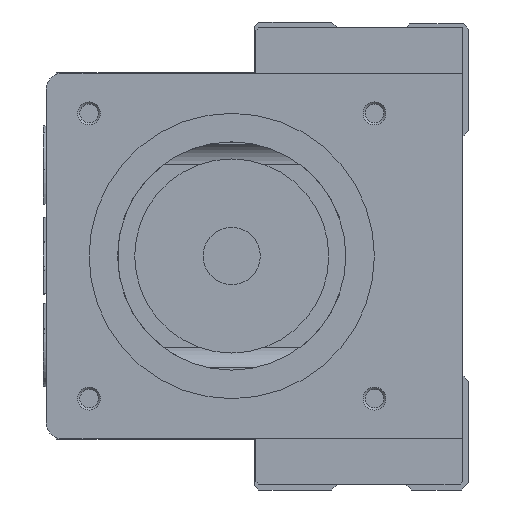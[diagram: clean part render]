
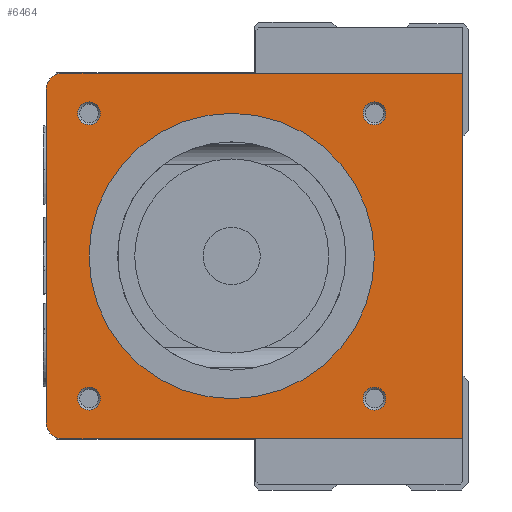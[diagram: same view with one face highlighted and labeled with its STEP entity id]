
A CAD part, left-side view. The second image highlights one B-rep face of the part: STEP entity #6464.
In plain terms, the highlighted planar face has unit normal (-1, 0, 0).
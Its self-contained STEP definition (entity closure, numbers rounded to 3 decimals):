
#588=LINE('',#10563,#1130);
#592=LINE('',#10572,#1134);
#595=LINE('',#10581,#1137);
#598=LINE('',#10585,#1140);
#1130=VECTOR('',#8640,1000.);
#1134=VECTOR('',#8646,1000.);
#1137=VECTOR('',#8657,1000.);
#1140=VECTOR('',#8662,1000.);
#1459=PLANE('',#7128);
#2642=ORIENTED_EDGE('',*,*,#3832,.T.);
#2643=ORIENTED_EDGE('',*,*,#3833,.T.);
#2644=ORIENTED_EDGE('',*,*,#3834,.T.);
#2645=ORIENTED_EDGE('',*,*,#3835,.T.);
#2646=ORIENTED_EDGE('',*,*,#3836,.T.);
#2647=ORIENTED_EDGE('',*,*,#3815,.F.);
#2648=ORIENTED_EDGE('',*,*,#3827,.F.);
#2649=ORIENTED_EDGE('',*,*,#3825,.F.);
#2650=ORIENTED_EDGE('',*,*,#3822,.F.);
#2651=ORIENTED_EDGE('',*,*,#3830,.F.);
#2652=ORIENTED_EDGE('',*,*,#3818,.F.);
#3815=EDGE_CURVE('',#4528,#4525,#4912,.T.);
#3818=EDGE_CURVE('',#4525,#4529,#588,.T.);
#3822=EDGE_CURVE('',#4534,#4531,#592,.T.);
#3825=EDGE_CURVE('',#4531,#4535,#4914,.T.);
#3827=EDGE_CURVE('',#4535,#4528,#595,.T.);
#3830=EDGE_CURVE('',#4529,#4534,#598,.T.);
#3832=EDGE_CURVE('',#4537,#4537,#4915,.T.);
#3833=EDGE_CURVE('',#4538,#4538,#4916,.T.);
#3834=EDGE_CURVE('',#4539,#4539,#4917,.T.);
#3835=EDGE_CURVE('',#4540,#4540,#4918,.T.);
#3836=EDGE_CURVE('',#4541,#4541,#4919,.T.);
#4525=VERTEX_POINT('',#10551);
#4528=VERTEX_POINT('',#10556);
#4529=VERTEX_POINT('',#10560);
#4531=VERTEX_POINT('',#10566);
#4534=VERTEX_POINT('',#10571);
#4535=VERTEX_POINT('',#10575);
#4537=VERTEX_POINT('',#10589);
#4538=VERTEX_POINT('',#10591);
#4539=VERTEX_POINT('',#10593);
#4540=VERTEX_POINT('',#10595);
#4541=VERTEX_POINT('',#10597);
#4912=CIRCLE('',#7120,2.75);
#4914=CIRCLE('',#7125,2.75);
#4915=CIRCLE('',#7129,2.);
#4916=CIRCLE('',#7130,2.);
#4917=CIRCLE('',#7131,2.);
#4918=CIRCLE('',#7132,2.);
#4919=CIRCLE('',#7133,25.);
#5400=EDGE_LOOP('',(#2642));
#5401=EDGE_LOOP('',(#2643));
#5402=EDGE_LOOP('',(#2644));
#5403=EDGE_LOOP('',(#2645));
#5404=EDGE_LOOP('',(#2646));
#5405=EDGE_LOOP('',(#2647,#2648,#2649,#2650,#2651,#2652));
#5968=FACE_BOUND('',#5400,.T.);
#5969=FACE_BOUND('',#5401,.T.);
#5970=FACE_BOUND('',#5402,.T.);
#5971=FACE_BOUND('',#5403,.T.);
#5972=FACE_BOUND('',#5404,.T.);
#5973=FACE_BOUND('',#5405,.T.);
#6464=ADVANCED_FACE('',(#5968,#5969,#5970,#5971,#5972,#5973),#1459,.F.);
#7120=AXIS2_PLACEMENT_3D('',#10557,#8634,#8635);
#7125=AXIS2_PLACEMENT_3D('',#10578,#8652,#8653);
#7128=AXIS2_PLACEMENT_3D('',#10587,#8664,#8665);
#7129=AXIS2_PLACEMENT_3D('',#10588,#8666,#8667);
#7130=AXIS2_PLACEMENT_3D('',#10590,#8668,#8669);
#7131=AXIS2_PLACEMENT_3D('',#10592,#8670,#8671);
#7132=AXIS2_PLACEMENT_3D('',#10594,#8672,#8673);
#7133=AXIS2_PLACEMENT_3D('',#10596,#8674,#8675);
#8634=DIRECTION('',(1.,0.,0.));
#8635=DIRECTION('',(0.,0.,-1.));
#8640=DIRECTION('',(0.,-1.,0.));
#8646=DIRECTION('',(0.,1.,0.));
#8652=DIRECTION('',(1.,0.,0.));
#8653=DIRECTION('',(0.,0.,-1.));
#8657=DIRECTION('',(0.,0.,1.));
#8662=DIRECTION('',(0.,0.,-1.));
#8664=DIRECTION('',(1.,0.,0.));
#8665=DIRECTION('',(0.,0.,-1.));
#8666=DIRECTION('',(1.,0.,0.));
#8667=DIRECTION('',(0.,0.,-1.));
#8668=DIRECTION('',(1.,0.,0.));
#8669=DIRECTION('',(0.,0.,-1.));
#8670=DIRECTION('',(1.,0.,0.));
#8671=DIRECTION('',(0.,0.,-1.));
#8672=DIRECTION('',(1.,0.,0.));
#8673=DIRECTION('',(0.,0.,-1.));
#8674=DIRECTION('',(1.,0.,0.));
#8675=DIRECTION('',(0.,0.,-1.));
#10551=CARTESIAN_POINT('',(-73.,71.25,32.));
#10556=CARTESIAN_POINT('',(-73.,74.,29.25));
#10557=CARTESIAN_POINT('',(-73.,71.25,29.25));
#10560=CARTESIAN_POINT('',(-73.,1.,32.));
#10563=CARTESIAN_POINT('',(-73.,71.25,32.));
#10566=CARTESIAN_POINT('',(-73.,71.25,-32.));
#10571=CARTESIAN_POINT('',(-73.,1.,-32.));
#10572=CARTESIAN_POINT('',(-73.,1.,-32.));
#10575=CARTESIAN_POINT('',(-73.,74.,-29.25));
#10578=CARTESIAN_POINT('',(-73.,71.25,-29.25));
#10581=CARTESIAN_POINT('',(-73.,74.,-29.25));
#10585=CARTESIAN_POINT('',(-73.,1.,32.));
#10587=CARTESIAN_POINT('',(-73.,71.25,29.25));
#10588=CARTESIAN_POINT('',(-73.,16.5,-25.));
#10589=CARTESIAN_POINT('',(-73.,16.5,-27.));
#10590=CARTESIAN_POINT('',(-73.,66.5,25.));
#10591=CARTESIAN_POINT('',(-73.,66.5,23.));
#10592=CARTESIAN_POINT('',(-73.,66.5,-25.));
#10593=CARTESIAN_POINT('',(-73.,66.5,-27.));
#10594=CARTESIAN_POINT('',(-73.,16.5,25.));
#10595=CARTESIAN_POINT('',(-73.,16.5,23.));
#10596=CARTESIAN_POINT('',(-73.,41.5,0.));
#10597=CARTESIAN_POINT('',(-73.,41.5,-25.));
